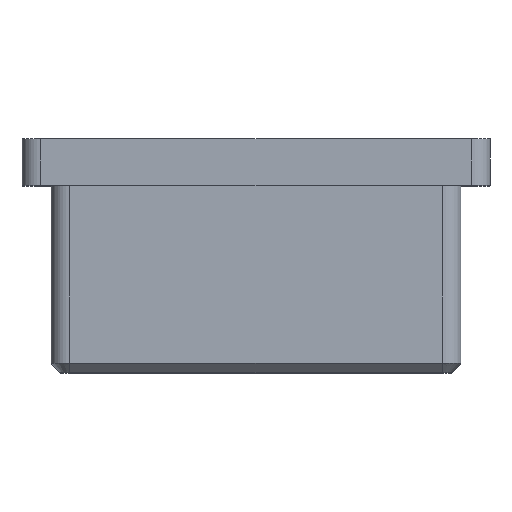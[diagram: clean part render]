
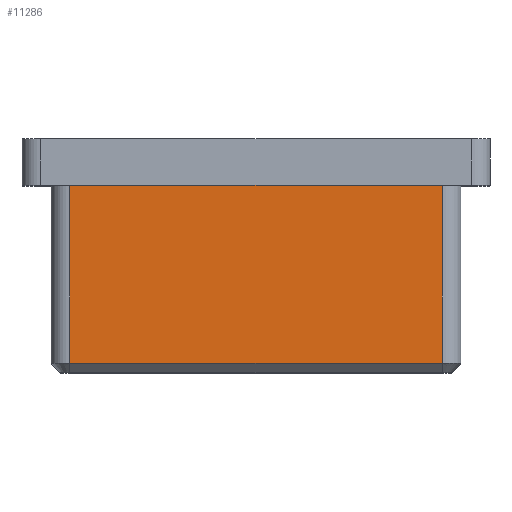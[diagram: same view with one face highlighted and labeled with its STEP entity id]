
A CAD part, top view. The second image highlights one B-rep face of the part: STEP entity #11286.
In plain terms, the highlighted planar face has unit normal (0, 0, 1).
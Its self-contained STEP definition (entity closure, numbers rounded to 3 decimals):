
#486 = AXIS2_PLACEMENT_3D ( 'NONE', #7231, #566, #4457 ) ;
#566 = DIRECTION ( 'NONE',  ( 0., 0., -1. ) ) ;
#1469 = EDGE_CURVE ( 'NONE', #12735, #9287, #12414, .T. ) ;
#1489 = VERTEX_POINT ( 'NONE', #8747 ) ;
#1835 = LINE ( 'NONE', #8750, #14367 ) ;
#2284 = DIRECTION ( 'NONE',  ( 1., 0., 0. ) ) ;
#2782 = FACE_OUTER_BOUND ( 'NONE', #13540, .T. ) ;
#3350 = ORIENTED_EDGE ( 'NONE', *, *, #6723, .T. ) ;
#4457 = DIRECTION ( 'NONE',  ( -1., 0., 0. ) ) ;
#4473 = DIRECTION ( 'NONE',  ( 0., -1., 0. ) ) ;
#4750 = CARTESIAN_POINT ( 'NONE',  ( -21.9, 0., 21.9 ) ) ;
#5322 = LINE ( 'NONE', #8219, #7154 ) ;
#6723 = EDGE_CURVE ( 'NONE', #9287, #16693, #1835, .T. ) ;
#7026 = ORIENTED_EDGE ( 'NONE', *, *, #16807, .T. ) ;
#7154 = VECTOR ( 'NONE', #4473, 1000. ) ;
#7231 = CARTESIAN_POINT ( 'NONE',  ( -21.9, -20., 21.9 ) ) ;
#7363 = EDGE_CURVE ( 'NONE', #16693, #1489, #15412, .T. ) ;
#7797 = ORIENTED_EDGE ( 'NONE', *, *, #7363, .T. ) ;
#8219 = CARTESIAN_POINT ( 'NONE',  ( -19.9, -20., 21.9 ) ) ;
#8319 = VECTOR ( 'NONE', #13785, 1000. ) ;
#8366 = PLANE ( 'NONE',  #486 ) ;
#8551 = CARTESIAN_POINT ( 'NONE',  ( -19.9, -19., 21.9 ) ) ;
#8747 = CARTESIAN_POINT ( 'NONE',  ( -19.9, 0., 21.9 ) ) ;
#8750 = CARTESIAN_POINT ( 'NONE',  ( 19.9, -20., 21.9 ) ) ;
#9287 = VERTEX_POINT ( 'NONE', #10915 ) ;
#9817 = CARTESIAN_POINT ( 'NONE',  ( 19.9, -19., 21.9 ) ) ;
#10915 = CARTESIAN_POINT ( 'NONE',  ( 19.9, -19., 21.9 ) ) ;
#11286 = ADVANCED_FACE ( 'NONE', ( #2782 ), #8366, .F. ) ;
#12414 = LINE ( 'NONE', #9817, #14607 ) ;
#12735 = VERTEX_POINT ( 'NONE', #8551 ) ;
#12760 = ORIENTED_EDGE ( 'NONE', *, *, #1469, .T. ) ;
#13540 = EDGE_LOOP ( 'NONE', ( #7026, #12760, #3350, #7797 ) ) ;
#13785 = DIRECTION ( 'NONE',  ( -1., 0., 0. ) ) ;
#14367 = VECTOR ( 'NONE', #15307, 1000. ) ;
#14607 = VECTOR ( 'NONE', #2284, 1000. ) ;
#15307 = DIRECTION ( 'NONE',  ( 0., 1., 0. ) ) ;
#15412 = LINE ( 'NONE', #4750, #8319 ) ;
#16693 = VERTEX_POINT ( 'NONE', #16839 ) ;
#16807 = EDGE_CURVE ( 'NONE', #1489, #12735, #5322, .T. ) ;
#16839 = CARTESIAN_POINT ( 'NONE',  ( 19.9, 0., 21.9 ) ) ;
